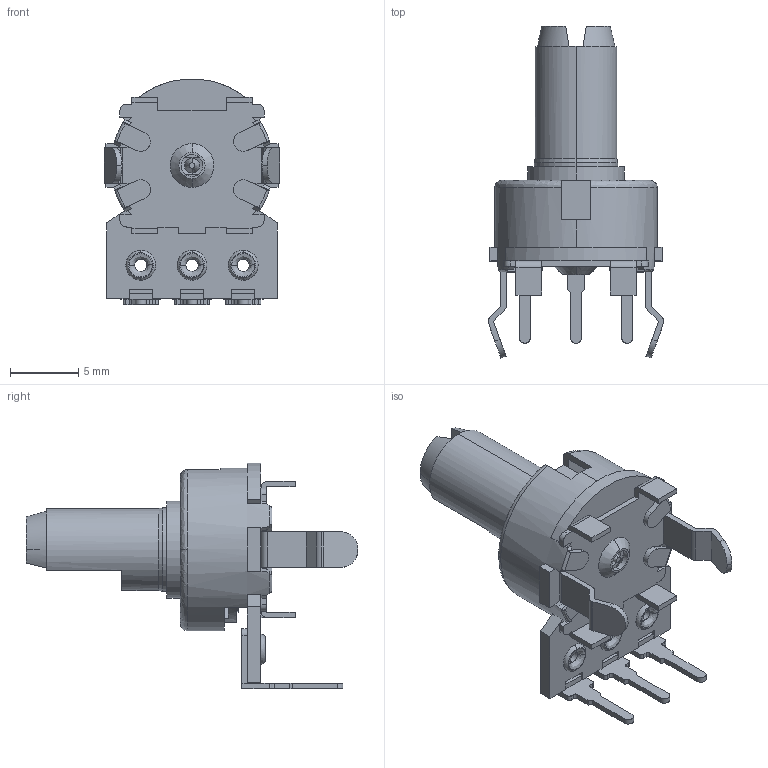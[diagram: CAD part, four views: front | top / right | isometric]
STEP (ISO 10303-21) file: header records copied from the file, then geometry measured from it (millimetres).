
FILE_DESCRIPTION (( 'STEP AP214' ), '1' );
FILE_NAME ('P120PK-F20.STEP', '2025-03-03T22:31:05', ( '' ), ( '' ), 'SwSTEP 2.0', 'SolidWorks 2024', '' );
FILE_SCHEMA (( 'AUTOMOTIVE_DESIGN' ));
Length unit declared in the file: millimetre
Products named in the file (1): P120PK-F20
Bounding box: 12.85 x 24.3 x 16.53 mm (x, y, z)
Surface area: 1730.1 mm2 (no closed solid volume)
Topology: 0 solids, 1 shells, 717 faces, 2142 edges, 1404 vertices
Faces by surface type: plane 414, cylinder 248, bspline 41, cone 10, torus 4
Entity records: 27317 total; most frequent: CARTESIAN_POINT 9401, ORIENTED_EDGE 4268, DIRECTION 2969, EDGE_CURVE 2140, VERTEX_POINT 1404, LINE 1283, VECTOR 1283, AXIS2_PLACEMENT_3D 843
